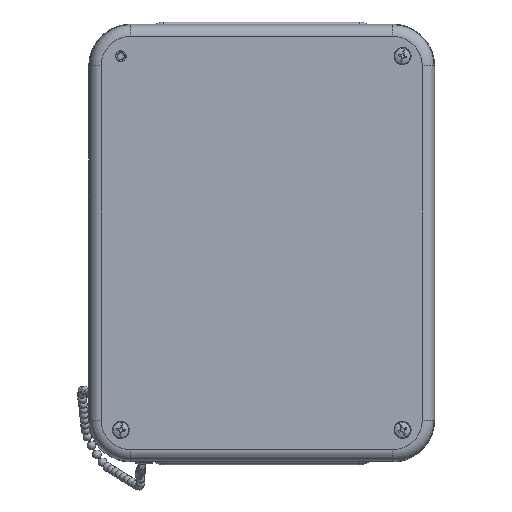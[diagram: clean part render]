
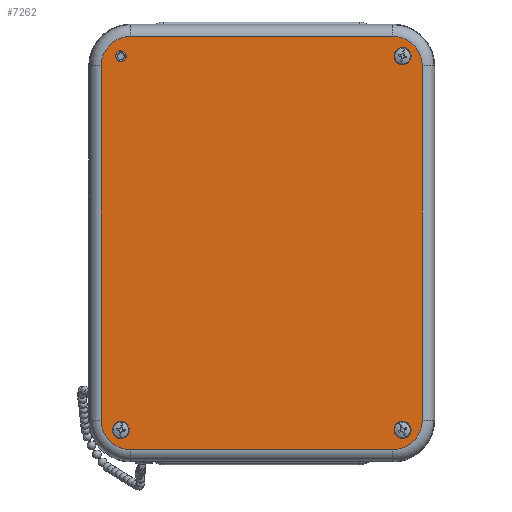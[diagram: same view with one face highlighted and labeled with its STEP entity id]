
A CAD part, top view. The second image highlights one B-rep face of the part: STEP entity #7262.
In plain terms, the highlighted planar face has unit normal (0, 0, 1).
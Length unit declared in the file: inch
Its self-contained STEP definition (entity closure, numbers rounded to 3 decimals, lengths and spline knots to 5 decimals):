
#585=LINE($,#13617,#901);
#587=LINE($,#13637,#903);
#590=LINE($,#13644,#906);
#592=LINE($,#13659,#908);
#901=VECTOR($,#9840,5.7036);
#903=VECTOR($,#9864,7.7036);
#906=VECTOR($,#9871,7.7036);
#908=VECTOR($,#9891,5.7036);
#1108=PLANE($,#8117);
#1277=FACE_BOUND($,#2424,.T.);
#1278=FACE_BOUND($,#2425,.T.);
#1279=FACE_BOUND($,#2426,.T.);
#1280=FACE_BOUND($,#2427,.T.);
#1859=FACE_OUTER_BOUND($,#2423,.T.);
#2423=EDGE_LOOP($,(#5996,#5997,#5998,#5999,#6000,#6001,#6002,#6003));
#2424=EDGE_LOOP($,(#6004));
#2425=EDGE_LOOP($,(#6005));
#2426=EDGE_LOOP($,(#6006));
#2427=EDGE_LOOP($,(#6007));
#3052=CIRCLE($,#8046,0.117);
#3054=CIRCLE($,#8049,0.117);
#3056=CIRCLE($,#8052,0.117);
#3058=CIRCLE($,#8055,0.117);
#3080=CIRCLE($,#8092,0.63807);
#3084=CIRCLE($,#8097,0.63807);
#3088=CIRCLE($,#8104,0.63807);
#3092=CIRCLE($,#8109,0.63807);
#3621=VERTEX_POINT($,#13528);
#3623=VERTEX_POINT($,#13533);
#3625=VERTEX_POINT($,#13538);
#3627=VERTEX_POINT($,#13543);
#3650=VERTEX_POINT($,#13614);
#3651=VERTEX_POINT($,#13616);
#3654=VERTEX_POINT($,#13623);
#3655=VERTEX_POINT($,#13628);
#3658=VERTEX_POINT($,#13635);
#3659=VERTEX_POINT($,#13640);
#3662=VERTEX_POINT($,#13647);
#3663=VERTEX_POINT($,#13652);
#4454=EDGE_CURVE($,#3621,#3621,#3052,.T.);
#4456=EDGE_CURVE($,#3623,#3623,#3054,.T.);
#4458=EDGE_CURVE($,#3625,#3625,#3056,.T.);
#4460=EDGE_CURVE($,#3627,#3627,#3058,.T.);
#4495=EDGE_CURVE($,#3650,#3651,#585,.T.);
#4499=EDGE_CURVE($,#3654,#3650,#3080,.T.);
#4503=EDGE_CURVE($,#3651,#3655,#3084,.T.);
#4505=EDGE_CURVE($,#3658,#3654,#587,.T.);
#4509=EDGE_CURVE($,#3655,#3659,#590,.T.);
#4511=EDGE_CURVE($,#3662,#3658,#3088,.T.);
#4515=EDGE_CURVE($,#3659,#3663,#3092,.T.);
#4517=EDGE_CURVE($,#3663,#3662,#592,.T.);
#5996=ORIENTED_EDGE($,*,*,#4495,.F.);
#5997=ORIENTED_EDGE($,*,*,#4499,.F.);
#5998=ORIENTED_EDGE($,*,*,#4505,.F.);
#5999=ORIENTED_EDGE($,*,*,#4511,.F.);
#6000=ORIENTED_EDGE($,*,*,#4517,.F.);
#6001=ORIENTED_EDGE($,*,*,#4515,.F.);
#6002=ORIENTED_EDGE($,*,*,#4509,.F.);
#6003=ORIENTED_EDGE($,*,*,#4503,.F.);
#6004=ORIENTED_EDGE($,*,*,#4454,.T.);
#6005=ORIENTED_EDGE($,*,*,#4456,.T.);
#6006=ORIENTED_EDGE($,*,*,#4458,.T.);
#6007=ORIENTED_EDGE($,*,*,#4460,.T.);
#7262=ADVANCED_FACE($,(#1859,#1277,#1278,#1279,#1280),#1108,.T.);
#8046=AXIS2_PLACEMENT_3D($,#13529,#9739,#9740);
#8049=AXIS2_PLACEMENT_3D($,#13534,#9745,#9746);
#8052=AXIS2_PLACEMENT_3D($,#13539,#9751,#9752);
#8055=AXIS2_PLACEMENT_3D($,#13544,#9757,#9758);
#8092=AXIS2_PLACEMENT_3D($,#13625,#9848,#9849);
#8097=AXIS2_PLACEMENT_3D($,#13632,#9858,#9859);
#8104=AXIS2_PLACEMENT_3D($,#13649,#9876,#9877);
#8109=AXIS2_PLACEMENT_3D($,#13656,#9886,#9887);
#8117=AXIS2_PLACEMENT_3D($,#13678,#9911,#9912);
#9739=DIRECTION('center_axis',(0.,0.,-1.));
#9740=DIRECTION('ref_axis',(1.,0.,0.));
#9745=DIRECTION('center_axis',(0.,0.,-1.));
#9746=DIRECTION('ref_axis',(1.,0.,0.));
#9751=DIRECTION('center_axis',(0.,0.,-1.));
#9752=DIRECTION('ref_axis',(1.,0.,0.));
#9757=DIRECTION('center_axis',(0.,0.,-1.));
#9758=DIRECTION('ref_axis',(1.,0.,0.));
#9840=DIRECTION($,(1.,0.,0.));
#9848=DIRECTION('center_axis',(0.,0.,-1.));
#9849=DIRECTION('ref_axis',(-0.707,0.707,0.));
#9858=DIRECTION('center_axis',(0.,0.,-1.));
#9859=DIRECTION('ref_axis',(0.707,0.707,0.));
#9864=DIRECTION($,(0.,1.,0.));
#9871=DIRECTION($,(0.,-1.,0.));
#9876=DIRECTION('center_axis',(0.,0.,-1.));
#9877=DIRECTION('ref_axis',(-0.707,-0.707,0.));
#9886=DIRECTION('center_axis',(0.,0.,-1.));
#9887=DIRECTION('ref_axis',(0.707,-0.707,0.));
#9891=DIRECTION($,(-1.,0.,0.));
#9911=DIRECTION('center_axis',(0.,0.,1.));
#9912=DIRECTION('ref_axis',(1.,0.,0.));
#13528=CARTESIAN_POINT('',(3.1795,-4.0625,0.76));
#13529=CARTESIAN_POINT('Origin',(3.0625,-4.0625,0.76));
#13533=CARTESIAN_POINT('',(3.1795,4.0625,0.76));
#13534=CARTESIAN_POINT('Origin',(3.0625,4.0625,0.76));
#13538=CARTESIAN_POINT('',(-2.9455,-4.0625,0.76));
#13539=CARTESIAN_POINT('Origin',(-3.0625,-4.0625,0.76));
#13543=CARTESIAN_POINT('',(-2.9455,4.0625,0.76));
#13544=CARTESIAN_POINT('Origin',(-3.0625,4.0625,0.76));
#13614=CARTESIAN_POINT('',(-2.8518,4.48987,0.76));
#13616=CARTESIAN_POINT('',(2.8518,4.48987,0.76));
#13617=CARTESIAN_POINT($,(-2.8518,4.48987,0.76));
#13623=CARTESIAN_POINT('',(-3.48987,3.8518,0.76));
#13625=CARTESIAN_POINT('Origin',(-2.8518,3.8518,0.76));
#13628=CARTESIAN_POINT('',(3.48987,3.8518,0.76));
#13632=CARTESIAN_POINT('Origin',(2.8518,3.8518,0.76));
#13635=CARTESIAN_POINT('',(-3.48987,-3.8518,0.76));
#13637=CARTESIAN_POINT($,(-3.48987,-3.8518,0.76));
#13640=CARTESIAN_POINT('',(3.48987,-3.8518,0.76));
#13644=CARTESIAN_POINT($,(3.48987,3.8518,0.76));
#13647=CARTESIAN_POINT('',(-2.8518,-4.48987,0.76));
#13649=CARTESIAN_POINT('Origin',(-2.8518,-3.8518,0.76));
#13652=CARTESIAN_POINT('',(2.8518,-4.48987,0.76));
#13656=CARTESIAN_POINT('Origin',(2.8518,-3.8518,0.76));
#13659=CARTESIAN_POINT($,(2.8518,-4.48987,0.76));
#13678=CARTESIAN_POINT('Origin',(0.,0.,0.76));
